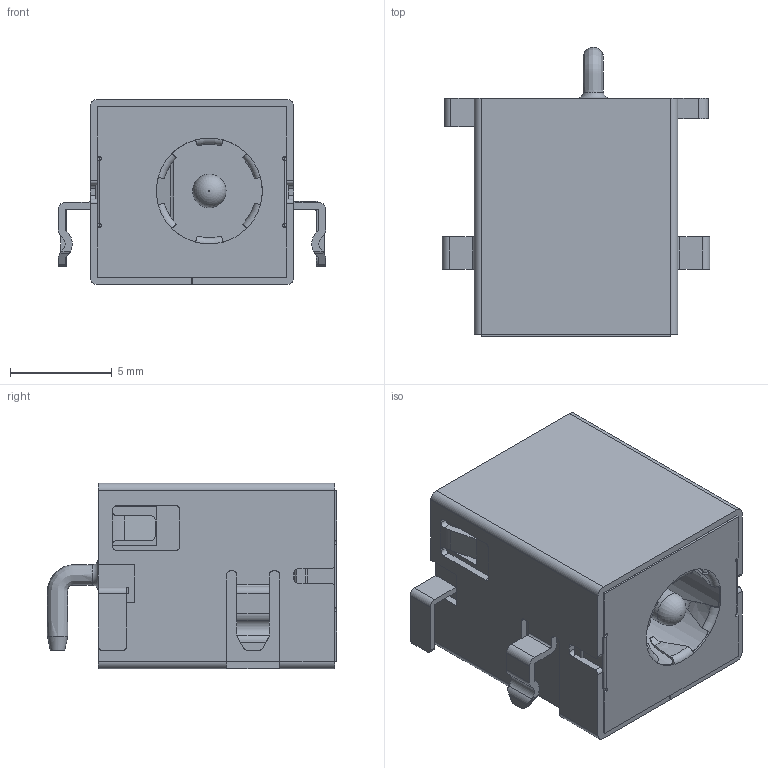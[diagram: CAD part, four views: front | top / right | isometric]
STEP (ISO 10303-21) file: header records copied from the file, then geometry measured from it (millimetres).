
FILE_DESCRIPTION(/* description */ ('Unknown'),/* implementation_level */ '2;1');
FILE_NAME(/* name */ 'J_Wurth_WR-DC_694105309102',/* time_stamp */ '2025-09-18T16:28:10+08:00',/* author */ ('Unknown'),/* organization */ ('Unknown'),/* preprocessor_version */ 'ST-DEVELOPER v19.4',/* originating_system */ 'Solid Edge',/* authorisation */ 'Unknown');
FILE_SCHEMA (('AUTOMOTIVE_DESIGN {1 0 10303 214 3 1 1}'));
Length unit declared in the file: millimetre
Products named in the file (2): J_Wurth_WR-DC_694105309102
Assembly tree (1 placements, depth 2):
  J_Wurth_WR-DC_694105309102
    J_Wurth_WR-DC_694105309102
Bounding box: 13.12 x 14.2 x 9.1 mm (x, y, z)
Volume: 749 mm3; surface area: 2453.9 mm2
Topology: 7 solids, 7 shells, 549 faces, 1516 edges, 973 vertices
Faces by surface type: plane 335, cylinder 141, torus 41, cone 18, sphere 8, bspline 6
Full cylindrical faces by diameter (mm): 1.65 x2, 1.7 x1, 5.2 x1
Entity records: 18177 total; most frequent: CARTESIAN_POINT 3966, ORIENTED_EDGE 2988, DIRECTION 2923, EDGE_CURVE 1494, LINE 1011, VECTOR 1011, VERTEX_POINT 972, AXIS2_PLACEMENT_3D 956
